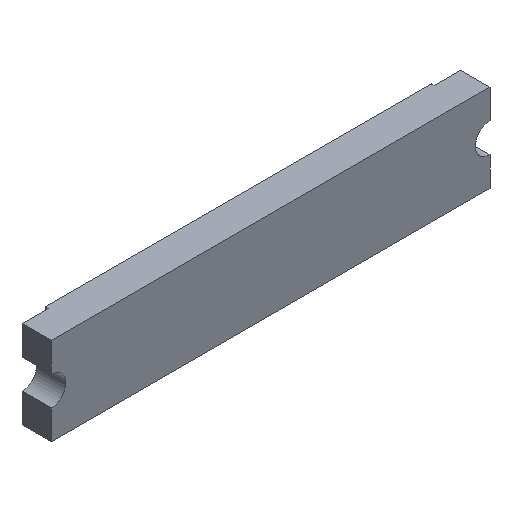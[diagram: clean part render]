
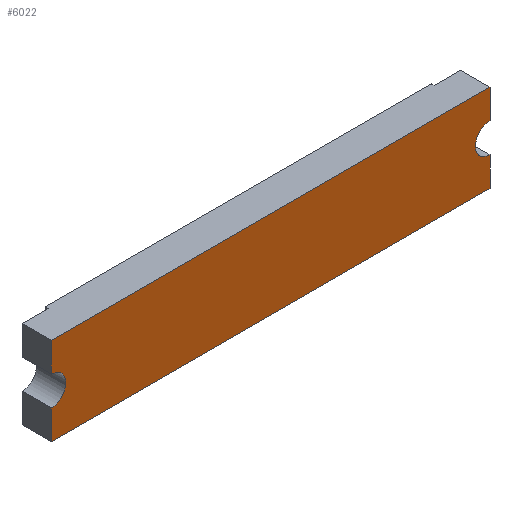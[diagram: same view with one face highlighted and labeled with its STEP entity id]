
A CAD part, isometric view. The second image highlights one B-rep face of the part: STEP entity #6022.
In plain terms, the highlighted planar face has unit normal (0, -1, 0).
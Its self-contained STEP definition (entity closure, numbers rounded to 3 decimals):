
#43 = ORIENTED_EDGE ( 'NONE', *, *, #1497, .T. ) ;
#414 = VERTEX_POINT ( 'NONE', #1643 ) ;
#542 = CARTESIAN_POINT ( 'NONE',  ( -7.5, 0., 1.5 ) ) ;
#581 = EDGE_CURVE ( 'NONE', #4589, #414, #8734, .T. ) ;
#599 = LINE ( 'NONE', #3793, #2738 ) ;
#1177 = CARTESIAN_POINT ( 'NONE',  ( 0., 0., -1.5 ) ) ;
#1271 = VERTEX_POINT ( 'NONE', #3755 ) ;
#1497 = EDGE_CURVE ( 'NONE', #4966, #6787, #599, .T. ) ;
#1558 = EDGE_CURVE ( 'NONE', #1271, #4966, #7948, .T. ) ;
#1643 = CARTESIAN_POINT ( 'NONE',  ( -7.5, 0., -1.5 ) ) ;
#2403 = DIRECTION ( 'NONE',  ( 0., 0., -1. ) ) ;
#2641 = VERTEX_POINT ( 'NONE', #8316 ) ;
#2647 = DIRECTION ( 'NONE',  ( 0., 0., 1. ) ) ;
#2722 = EDGE_CURVE ( 'NONE', #6991, #4049, #5958, .T. ) ;
#2738 = VECTOR ( 'NONE', #10066, 1000. ) ;
#2819 = ORIENTED_EDGE ( 'NONE', *, *, #9109, .T. ) ;
#2832 = ORIENTED_EDGE ( 'NONE', *, *, #6674, .T. ) ;
#3005 = LINE ( 'NONE', #6052, #7047 ) ;
#3111 = VECTOR ( 'NONE', #7462, 1000. ) ;
#3755 = CARTESIAN_POINT ( 'NONE',  ( 7.5, 0., 0.5 ) ) ;
#3779 = ORIENTED_EDGE ( 'NONE', *, *, #581, .T. ) ;
#3793 = CARTESIAN_POINT ( 'NONE',  ( 0., 0., 1.5 ) ) ;
#3894 = CARTESIAN_POINT ( 'NONE',  ( -7.5, 0., 0. ) ) ;
#4049 = VERTEX_POINT ( 'NONE', #10004 ) ;
#4139 = CARTESIAN_POINT ( 'NONE',  ( 7.5, 0., 1.5 ) ) ;
#4589 = VERTEX_POINT ( 'NONE', #9621 ) ;
#4966 = VERTEX_POINT ( 'NONE', #4139 ) ;
#5022 = ORIENTED_EDGE ( 'NONE', *, *, #6934, .T. ) ;
#5092 = LINE ( 'NONE', #1177, #3111 ) ;
#5692 = ORIENTED_EDGE ( 'NONE', *, *, #1558, .T. ) ;
#5727 = AXIS2_PLACEMENT_3D ( 'NONE', #9910, #6728, #7499 ) ;
#5775 = DIRECTION ( 'NONE',  ( 0., -1., 0. ) ) ;
#5823 = PLANE ( 'NONE',  #6221 ) ;
#5958 = LINE ( 'NONE', #8111, #6697 ) ;
#6022 = ADVANCED_FACE ( 'NONE', ( #9828 ), #5823, .T. ) ;
#6052 = CARTESIAN_POINT ( 'NONE',  ( -7.5, 0., 0. ) ) ;
#6146 = ORIENTED_EDGE ( 'NONE', *, *, #2722, .T. ) ;
#6221 = AXIS2_PLACEMENT_3D ( 'NONE', #7366, #5775, #9775 ) ;
#6674 = EDGE_CURVE ( 'NONE', #6787, #2641, #3005, .T. ) ;
#6697 = VECTOR ( 'NONE', #9658, 1000. ) ;
#6728 = DIRECTION ( 'NONE',  ( 0., 1., 0. ) ) ;
#6787 = VERTEX_POINT ( 'NONE', #542 ) ;
#6856 = VECTOR ( 'NONE', #2403, 1000. ) ;
#6934 = EDGE_CURVE ( 'NONE', #2641, #4589, #9030, .T. ) ;
#6991 = VERTEX_POINT ( 'NONE', #9994 ) ;
#7047 = VECTOR ( 'NONE', #8466, 1000. ) ;
#7328 = DIRECTION ( 'NONE',  ( 0., 1., 0. ) ) ;
#7366 = CARTESIAN_POINT ( 'NONE',  ( 0., 0., 0. ) ) ;
#7462 = DIRECTION ( 'NONE',  ( 1., 0., 0. ) ) ;
#7499 = DIRECTION ( 'NONE',  ( 0., 0., 1. ) ) ;
#7948 = LINE ( 'NONE', #8056, #9306 ) ;
#8031 = AXIS2_PLACEMENT_3D ( 'NONE', #9694, #7328, #2647 ) ;
#8056 = CARTESIAN_POINT ( 'NONE',  ( 7.5, 0., 0. ) ) ;
#8111 = CARTESIAN_POINT ( 'NONE',  ( 7.5, 0., 0. ) ) ;
#8316 = CARTESIAN_POINT ( 'NONE',  ( -7.5, 0., 0.5 ) ) ;
#8466 = DIRECTION ( 'NONE',  ( 0., 0., -1. ) ) ;
#8734 = LINE ( 'NONE', #3894, #6856 ) ;
#8823 = EDGE_CURVE ( 'NONE', #414, #6991, #5092, .T. ) ;
#8911 = ORIENTED_EDGE ( 'NONE', *, *, #8823, .T. ) ;
#9030 = CIRCLE ( 'NONE', #8031, 0.5 ) ;
#9109 = EDGE_CURVE ( 'NONE', #4049, #1271, #10150, .T. ) ;
#9275 = EDGE_LOOP ( 'NONE', ( #8911, #6146, #2819, #5692, #43, #2832, #5022, #3779 ) ) ;
#9306 = VECTOR ( 'NONE', #9546, 1000. ) ;
#9546 = DIRECTION ( 'NONE',  ( 0., 0., 1. ) ) ;
#9621 = CARTESIAN_POINT ( 'NONE',  ( -7.5, 0., -0.5 ) ) ;
#9658 = DIRECTION ( 'NONE',  ( 0., 0., 1. ) ) ;
#9694 = CARTESIAN_POINT ( 'NONE',  ( -7.5, 0., 0. ) ) ;
#9775 = DIRECTION ( 'NONE',  ( 0., 0., -1. ) ) ;
#9828 = FACE_OUTER_BOUND ( 'NONE', #9275, .T. ) ;
#9910 = CARTESIAN_POINT ( 'NONE',  ( 7.5, 0., 0. ) ) ;
#9994 = CARTESIAN_POINT ( 'NONE',  ( 7.5, 0., -1.5 ) ) ;
#10004 = CARTESIAN_POINT ( 'NONE',  ( 7.5, 0., -0.5 ) ) ;
#10066 = DIRECTION ( 'NONE',  ( -1., 0., 0. ) ) ;
#10150 = CIRCLE ( 'NONE', #5727, 0.5 ) ;
